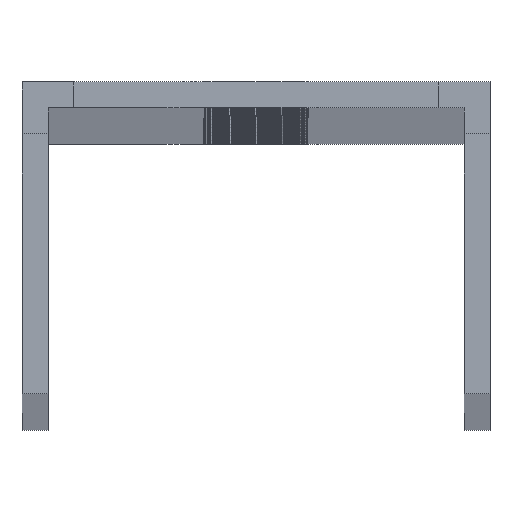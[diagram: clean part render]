
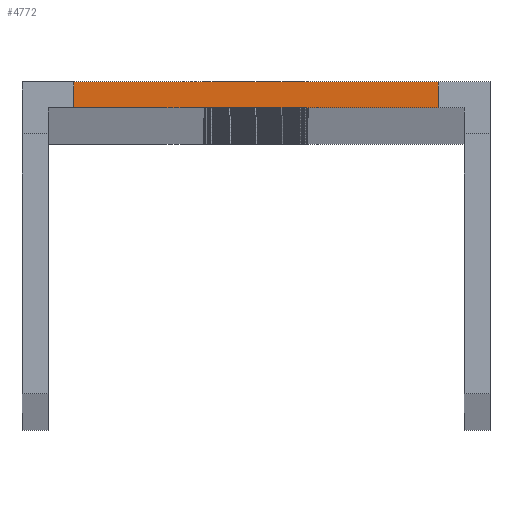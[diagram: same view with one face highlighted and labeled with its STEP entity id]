
A CAD part, top view. The second image highlights one B-rep face of the part: STEP entity #4772.
In plain terms, the highlighted planar face has unit normal (0, 0, 1).
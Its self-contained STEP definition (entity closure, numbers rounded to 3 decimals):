
#627=FACE_OUTER_BOUND('',#945,.T.);
#945=EDGE_LOOP('',(#4202,#4203,#4204,#4205));
#961=LINE('',#6530,#1409);
#1077=LINE('',#6962,#1525);
#1181=LINE('',#7368,#1629);
#1394=LINE('',#7794,#1842);
#1409=VECTOR('',#5235,10.);
#1525=VECTOR('',#5557,10.);
#1629=VECTOR('',#5863,10.);
#1842=VECTOR('',#6490,10.);
#1856=VERTEX_POINT('',#6527);
#1857=VERTEX_POINT('',#6529);
#2069=VERTEX_POINT('',#6959);
#2070=VERTEX_POINT('',#6961);
#2289=EDGE_CURVE('',#1857,#1856,#961,.T.);
#2505=EDGE_CURVE('',#2070,#2069,#1077,.T.);
#2709=EDGE_CURVE('',#1857,#2069,#1181,.T.);
#2922=EDGE_CURVE('',#1856,#2070,#1394,.T.);
#4202=ORIENTED_EDGE('',*,*,#2709,.F.);
#4203=ORIENTED_EDGE('',*,*,#2289,.T.);
#4204=ORIENTED_EDGE('',*,*,#2922,.T.);
#4205=ORIENTED_EDGE('',*,*,#2505,.T.);
#4335=PLANE('',#5213);
#4772=ADVANCED_FACE('',(#627),#4335,.T.);
#5213=AXIS2_PLACEMENT_3D('',#7796,#6492,#6493);
#5235=DIRECTION('',(-1.,0.,0.));
#5557=DIRECTION('',(1.,0.,0.));
#5863=DIRECTION('',(0.,-1.,0.));
#6490=DIRECTION('',(0.,-1.,0.));
#6492=DIRECTION('center_axis',(0.,0.,1.));
#6493=DIRECTION('ref_axis',(1.,0.,0.));
#6527=CARTESIAN_POINT('',(5.,30.,2000.));
#6529=CARTESIAN_POINT('',(40.,30.,2000.));
#6530=CARTESIAN_POINT('',(-25.203,30.,2000.));
#6959=CARTESIAN_POINT('',(40.,27.5,2000.));
#6961=CARTESIAN_POINT('',(5.,27.5,2000.));
#6962=CARTESIAN_POINT('',(-25.203,27.5,2000.));
#7368=CARTESIAN_POINT('',(40.,27.906,2000.));
#7794=CARTESIAN_POINT('',(5.,27.906,2000.));
#7796=CARTESIAN_POINT('Origin',(5.,30.,2000.));
